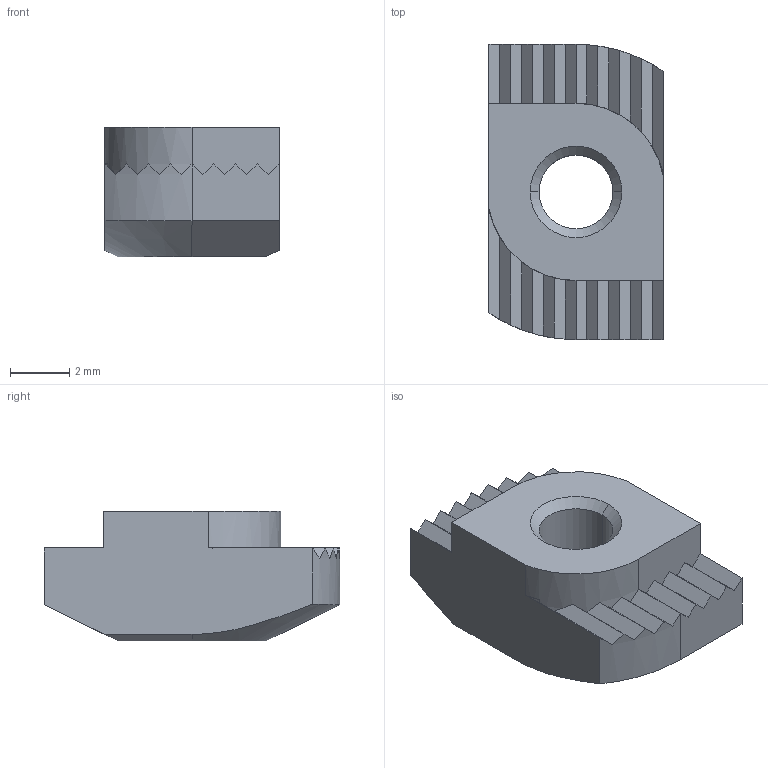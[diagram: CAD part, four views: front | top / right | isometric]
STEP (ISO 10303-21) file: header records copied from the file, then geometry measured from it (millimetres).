
FILE_DESCRIPTION (( 'STEP AP214' ), '1' );
FILE_NAME ('A128 Ò-ãàéêà Ì3, ïàç 6.STEP', '2020-03-05T06:36:05', ( 'Ïîëüçîâàòåëü Windows' ), ( '' ), 'SwSTEP 2.0', 'SolidWorks 2019', '' );
FILE_SCHEMA (( 'AUTOMOTIVE_DESIGN' ));
Length unit declared in the file: millimetre
Products named in the file (1): A128 Ò-ãàéêà Ì3, ïàç 6
Bounding box: 5.9 x 10 x 4.4 mm (x, y, z)
Volume: 174 mm3; surface area: 250.1 mm2
Topology: 1 solids, 1 shells, 58 faces, 158 edges, 102 vertices
Faces by surface type: plane 48, cylinder 6, cone 4
Entity records: 1836 total; most frequent: CARTESIAN_POINT 429, ORIENTED_EDGE 316, DIRECTION 252, EDGE_CURVE 158, LINE 110, VECTOR 110, VERTEX_POINT 102, AXIS2_PLACEMENT_3D 71
